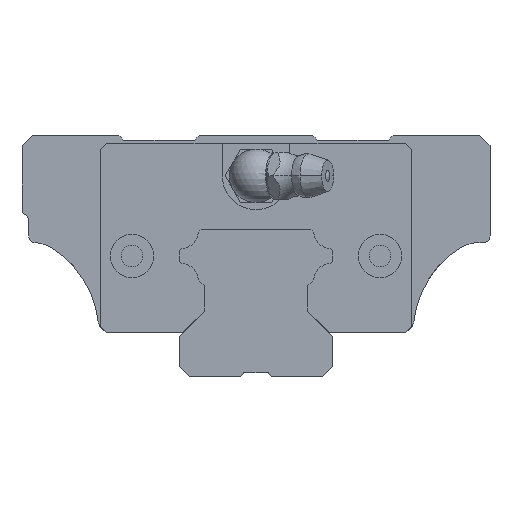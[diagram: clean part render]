
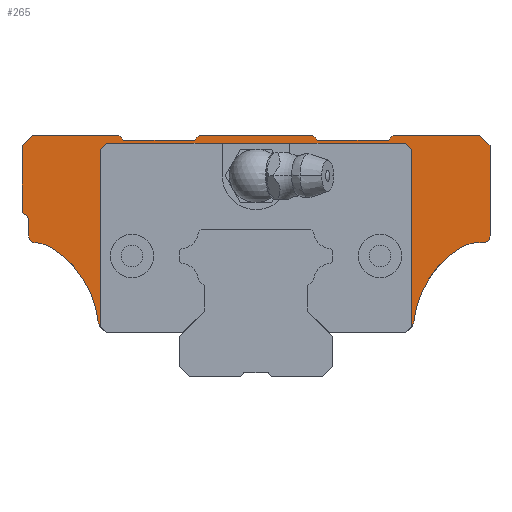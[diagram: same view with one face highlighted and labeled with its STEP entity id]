
A CAD part, front view. The second image highlights one B-rep face of the part: STEP entity #265.
In plain terms, the highlighted planar face has unit normal (0, -1, 0).
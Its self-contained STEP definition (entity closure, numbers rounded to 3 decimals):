
#265=ADVANCED_FACE('',(#615),#616,.T.);
#615=FACE_OUTER_BOUND('',#1199,.T.);
#616=PLANE('',#1200);
#1199=EDGE_LOOP('',(#2296,#2297,#2298,#2299,#2300,#2301,#2302,#2303,#2304,#2305,#2306,#2307,#2308,#2309,#2310,#2311,#2312,#2313,#2314,#2315,#2316,#2317,#2318,#2319,#2320,#2321,#2322,#2323,#2324,#2325,#2326));
#1200=AXIS2_PLACEMENT_3D('',#2327,#2328,#2329);
#2296=ORIENTED_EDGE('',*,*,#3945,.F.);
#2297=ORIENTED_EDGE('',*,*,#3946,.T.);
#2298=ORIENTED_EDGE('',*,*,#3947,.T.);
#2299=ORIENTED_EDGE('',*,*,#3936,.T.);
#2300=ORIENTED_EDGE('',*,*,#3948,.T.);
#2301=ORIENTED_EDGE('',*,*,#3949,.F.);
#2302=ORIENTED_EDGE('',*,*,#3950,.F.);
#2303=ORIENTED_EDGE('',*,*,#3951,.F.);
#2304=ORIENTED_EDGE('',*,*,#3856,.F.);
#2305=ORIENTED_EDGE('',*,*,#3849,.F.);
#2306=ORIENTED_EDGE('',*,*,#3908,.F.);
#2307=ORIENTED_EDGE('',*,*,#3919,.F.);
#2308=ORIENTED_EDGE('',*,*,#3952,.F.);
#2309=ORIENTED_EDGE('',*,*,#3953,.F.);
#2310=ORIENTED_EDGE('',*,*,#3954,.F.);
#2311=ORIENTED_EDGE('',*,*,#3955,.F.);
#2312=ORIENTED_EDGE('',*,*,#3956,.F.);
#2313=ORIENTED_EDGE('',*,*,#3957,.F.);
#2314=ORIENTED_EDGE('',*,*,#3958,.F.);
#2315=ORIENTED_EDGE('',*,*,#3959,.F.);
#2316=ORIENTED_EDGE('',*,*,#3845,.F.);
#2317=ORIENTED_EDGE('',*,*,#3960,.F.);
#2318=ORIENTED_EDGE('',*,*,#3961,.F.);
#2319=ORIENTED_EDGE('',*,*,#3962,.F.);
#2320=ORIENTED_EDGE('',*,*,#3963,.F.);
#2321=ORIENTED_EDGE('',*,*,#3964,.F.);
#2322=ORIENTED_EDGE('',*,*,#3965,.F.);
#2323=ORIENTED_EDGE('',*,*,#3769,.F.);
#2324=ORIENTED_EDGE('',*,*,#3803,.F.);
#2325=ORIENTED_EDGE('',*,*,#3837,.F.);
#2326=ORIENTED_EDGE('',*,*,#3966,.F.);
#2327=CARTESIAN_POINT('',(-35.,-39.0,23.268));
#2328=DIRECTION('',(0.0,-1.0,0.0));
#2329=DIRECTION('',(0.0,0.0,-1.0));
#3769=EDGE_CURVE('',#4579,#4581,#4582,.T.);
#3803=EDGE_CURVE('',#4646,#4579,#4648,.T.);
#3837=EDGE_CURVE('',#4703,#4646,#4705,.T.);
#3845=EDGE_CURVE('',#4718,#4720,#4721,.T.);
#3849=EDGE_CURVE('',#4724,#4726,#4727,.T.);
#3856=EDGE_CURVE('',#4726,#4738,#4739,.T.);
#3908=EDGE_CURVE('',#4827,#4724,#4829,.T.);
#3919=EDGE_CURVE('',#4845,#4827,#4847,.T.);
#3936=EDGE_CURVE('',#4871,#4872,#4873,.T.);
#3945=EDGE_CURVE('',#4884,#4885,#4886,.T.);
#3946=EDGE_CURVE('',#4884,#4887,#4888,.T.);
#3947=EDGE_CURVE('',#4887,#4871,#4889,.T.);
#3948=EDGE_CURVE('',#4872,#4890,#4891,.T.);
#3949=EDGE_CURVE('',#4892,#4890,#4893,.T.);
#3950=EDGE_CURVE('',#4894,#4892,#4895,.T.);
#3951=EDGE_CURVE('',#4738,#4894,#4896,.T.);
#3952=EDGE_CURVE('',#4897,#4845,#4898,.T.);
#3953=EDGE_CURVE('',#4899,#4897,#4900,.T.);
#3954=EDGE_CURVE('',#4901,#4899,#4902,.T.);
#3955=EDGE_CURVE('',#4903,#4901,#4904,.T.);
#3956=EDGE_CURVE('',#4905,#4903,#4906,.T.);
#3957=EDGE_CURVE('',#4907,#4905,#4908,.T.);
#3958=EDGE_CURVE('',#4909,#4907,#4910,.T.);
#3959=EDGE_CURVE('',#4720,#4909,#4911,.T.);
#3960=EDGE_CURVE('',#4912,#4718,#4913,.T.);
#3961=EDGE_CURVE('',#4914,#4912,#4915,.T.);
#3962=EDGE_CURVE('',#4916,#4914,#4917,.T.);
#3963=EDGE_CURVE('',#4918,#4916,#4919,.T.);
#3964=EDGE_CURVE('',#4920,#4918,#4921,.T.);
#3965=EDGE_CURVE('',#4581,#4920,#4922,.T.);
#3966=EDGE_CURVE('',#4885,#4703,#4923,.T.);
#4579=VERTEX_POINT('',#6070);
#4581=VERTEX_POINT('',#6073);
#4582=CIRCLE('',#6074,1.);
#4646=VERTEX_POINT('',#6160);
#4648=CIRCLE('',#6163,5.);
#4703=VERTEX_POINT('',#6242);
#4705=CIRCLE('',#6245,15.);
#4718=VERTEX_POINT('',#6264);
#4720=VERTEX_POINT('',#6267);
#4721=LINE('',#6268,#6269);
#4724=VERTEX_POINT('',#6273);
#4726=VERTEX_POINT('',#6276);
#4727=CIRCLE('',#6277,1.);
#4738=VERTEX_POINT('',#6293);
#4739=LINE('',#6294,#6295);
#4827=VERTEX_POINT('',#6419);
#4829=LINE('',#6422,#6423);
#4845=VERTEX_POINT('',#6447);
#4847=LINE('',#6450,#6451);
#4871=VERTEX_POINT('',#6513);
#4872=VERTEX_POINT('',#6514);
#4873=LINE('',#6515,#6516);
#4884=VERTEX_POINT('',#6533);
#4885=VERTEX_POINT('',#6534);
#4886=LINE('',#6535,#6536);
#4887=VERTEX_POINT('',#6537);
#4888=LINE('',#6538,#6539);
#4889=LINE('',#6540,#6541);
#4890=VERTEX_POINT('',#6542);
#4891=LINE('',#6543,#6544);
#4892=VERTEX_POINT('',#6545);
#4893=CIRCLE('',#6546,2.);
#4894=VERTEX_POINT('',#6547);
#4895=CIRCLE('',#6548,15.);
#4896=CIRCLE('',#6549,5.);
#4897=VERTEX_POINT('',#6550);
#4898=LINE('',#6551,#6552);
#4899=VERTEX_POINT('',#6553);
#4900=LINE('',#6554,#6555);
#4901=VERTEX_POINT('',#6556);
#4902=LINE('',#6557,#6558);
#4903=VERTEX_POINT('',#6559);
#4904=LINE('',#6560,#6561);
#4905=VERTEX_POINT('',#6562);
#4906=LINE('',#6563,#6564);
#4907=VERTEX_POINT('',#6565);
#4908=LINE('',#6566,#6567);
#4909=VERTEX_POINT('',#6568);
#4910=LINE('',#6569,#6570);
#4911=LINE('',#6571,#6572);
#4912=VERTEX_POINT('',#6573);
#4913=LINE('',#6574,#6575);
#4914=VERTEX_POINT('',#6576);
#4915=LINE('',#6577,#6578);
#4916=VERTEX_POINT('',#6579);
#4917=CIRCLE('',#6580,1.);
#4918=VERTEX_POINT('',#6581);
#4919=LINE('',#6582,#6583);
#4920=VERTEX_POINT('',#6584);
#4921=CIRCLE('',#6585,1.);
#4922=LINE('',#6586,#6587);
#4923=CIRCLE('',#6588,2.);
#6070=CARTESIAN_POINT('',(-33.04,-39.0,20.001));
#6073=CARTESIAN_POINT('',(-34.0,-39.0,21.));
#6074=AXIS2_PLACEMENT_3D('',#7614,#7615,#7616);
#6160=CARTESIAN_POINT('',(-30.598,-39.0,19.25));
#6163=AXIS2_PLACEMENT_3D('',#7670,#7671,#7672);
#6242=CARTESIAN_POINT('',(-23.604,-39.0,8.265));
#6245=AXIS2_PLACEMENT_3D('',#7729,#7730,#7731);
#6264=CARTESIAN_POINT('',(-33.5,-39.0,36.));
#6267=CARTESIAN_POINT('',(-20.5,-39.0,36.));
#6268=CARTESIAN_POINT('',(-33.5,-39.0,36.));
#6269=VECTOR('',#7739,1000.0);
#6273=CARTESIAN_POINT('',(35.0,-39.0,21.));
#6276=CARTESIAN_POINT('',(34.0,-39.0,20.));
#6277=AXIS2_PLACEMENT_3D('',#7745,#7746,#7747);
#6293=CARTESIAN_POINT('',(33.021,-39.0,20.));
#6294=CARTESIAN_POINT('',(34.0,-39.0,20.));
#6295=VECTOR('',#7756,1000.0);
#6419=CARTESIAN_POINT('',(35.0,-39.0,34.5));
#6422=CARTESIAN_POINT('',(35.0,-39.0,34.5));
#6423=VECTOR('',#7836,1000.0);
#6447=CARTESIAN_POINT('',(33.5,-39.0,36.));
#6450=CARTESIAN_POINT('',(33.5,-39.0,36.));
#6451=VECTOR('',#7849,1000.0);
#6513=CARTESIAN_POINT('',(22.4,-39.0,34.9));
#6514=CARTESIAN_POINT('',(23.3,-39.0,34.));
#6515=CARTESIAN_POINT('',(22.4,-39.0,34.9));
#6516=VECTOR('',#7873,1000.0);
#6533=CARTESIAN_POINT('',(-23.3,-39.0,34.));
#6534=CARTESIAN_POINT('',(-23.3,-39.0,7.418));
#6535=CARTESIAN_POINT('',(-23.3,-39.0,34.));
#6536=VECTOR('',#7886,1000.0);
#6537=CARTESIAN_POINT('',(-22.4,-39.0,34.9));
#6538=CARTESIAN_POINT('',(-23.3,-39.0,34.));
#6539=VECTOR('',#7887,1000.0);
#6540=CARTESIAN_POINT('',(-22.4,-39.0,34.9));
#6541=VECTOR('',#7888,1000.0);
#6542=CARTESIAN_POINT('',(23.3,-39.0,7.418));
#6543=CARTESIAN_POINT('',(23.3,-39.0,34.));
#6544=VECTOR('',#7889,1000.0);
#6545=CARTESIAN_POINT('',(23.604,-39.0,8.265));
#6546=AXIS2_PLACEMENT_3D('',#7890,#7891,#7892);
#6547=CARTESIAN_POINT('',(30.61,-39.0,19.257));
#6548=AXIS2_PLACEMENT_3D('',#7893,#7894,#7895);
#6549=AXIS2_PLACEMENT_3D('',#7896,#7897,#7898);
#6550=CARTESIAN_POINT('',(20.5,-39.0,36.));
#6551=CARTESIAN_POINT('',(20.5,-39.0,36.));
#6552=VECTOR('',#7899,1000.0);
#6553=CARTESIAN_POINT('',(19.8,-39.0,35.3));
#6554=CARTESIAN_POINT('',(19.8,-39.0,35.3));
#6555=VECTOR('',#7900,1000.0);
#6556=CARTESIAN_POINT('',(9.2,-39.0,35.3));
#6557=CARTESIAN_POINT('',(9.2,-39.0,35.3));
#6558=VECTOR('',#7901,1000.0);
#6559=CARTESIAN_POINT('',(8.5,-39.0,36.));
#6560=CARTESIAN_POINT('',(8.5,-39.0,36.));
#6561=VECTOR('',#7902,1000.0);
#6562=CARTESIAN_POINT('',(-8.5,-39.0,36.));
#6563=CARTESIAN_POINT('',(-8.5,-39.0,36.));
#6564=VECTOR('',#7903,1000.0);
#6565=CARTESIAN_POINT('',(-9.2,-39.0,35.3));
#6566=CARTESIAN_POINT('',(-9.2,-39.0,35.3));
#6567=VECTOR('',#7904,1000.0);
#6568=CARTESIAN_POINT('',(-19.8,-39.0,35.3));
#6569=CARTESIAN_POINT('',(-19.8,-39.0,35.3));
#6570=VECTOR('',#7905,1000.0);
#6571=CARTESIAN_POINT('',(-20.5,-39.0,36.));
#6572=VECTOR('',#7906,1000.0);
#6573=CARTESIAN_POINT('',(-35.0,-39.0,34.5));
#6574=CARTESIAN_POINT('',(-35.0,-39.0,34.5));
#6575=VECTOR('',#7907,1000.0);
#6576=CARTESIAN_POINT('',(-35.0,-39.0,25.));
#6577=CARTESIAN_POINT('',(-35.0,-39.0,25.));
#6578=VECTOR('',#7908,1000.0);
#6579=CARTESIAN_POINT('',(-34.5,-39.0,24.134));
#6580=AXIS2_PLACEMENT_3D('',#7909,#7910,#7911);
#6581=CARTESIAN_POINT('',(-34.499,-39.0,24.133));
#6582=CARTESIAN_POINT('',(-34.499,-39.0,24.133));
#6583=VECTOR('',#7912,1000.0);
#6584=CARTESIAN_POINT('',(-34.0,-39.0,23.268));
#6585=AXIS2_PLACEMENT_3D('',#7913,#7914,#7915);
#6586=CARTESIAN_POINT('',(-34.0,-39.0,21.));
#6587=VECTOR('',#7916,1000.0);
#6588=AXIS2_PLACEMENT_3D('',#7917,#7918,#7919);
#7614=CARTESIAN_POINT('',(-33.0,-39.0,21.));
#7615=DIRECTION('',(0.0,1.0,0.0));
#7616=DIRECTION('',(1.0,0.0,0.0));
#7670=CARTESIAN_POINT('',(-33.24,-39.0,15.005));
#7671=DIRECTION('',(0.0,-1.0,0.0));
#7672=DIRECTION('',(1.0,0.0,0.0));
#7729=CARTESIAN_POINT('',(-38.5,-39.0,6.5));
#7730=DIRECTION('',(0.0,-1.0,0.0));
#7731=DIRECTION('',(1.0,0.0,0.));
#7739=DIRECTION('',(1.0,0.0,0.0));
#7745=CARTESIAN_POINT('',(34.0,-39.0,21.));
#7746=DIRECTION('',(0.0,1.0,0.0));
#7747=DIRECTION('',(1.0,0.0,0.0));
#7756=DIRECTION('',(-1.0,0.0,0.0));
#7836=DIRECTION('',(0.,0.0,-1.0));
#7849=DIRECTION('',(0.707,0.0,-0.707));
#7873=DIRECTION('',(0.707,0.0,-0.707));
#7886=DIRECTION('',(0.0,0.0,-1.0));
#7887=DIRECTION('',(0.707,0.0,0.707));
#7888=DIRECTION('',(1.0,0.0,0.0));
#7889=DIRECTION('',(0.0,0.0,-1.0));
#7890=CARTESIAN_POINT('',(21.618,-39.0,8.5));
#7891=DIRECTION('',(0.0,1.0,0.0));
#7892=DIRECTION('',(1.0,0.0,0.0));
#7893=CARTESIAN_POINT('',(38.5,-39.0,6.5));
#7894=DIRECTION('',(0.0,-1.0,0.0));
#7895=DIRECTION('',(1.0,0.0,0.));
#7896=CARTESIAN_POINT('',(33.24,-39.0,15.005));
#7897=DIRECTION('',(0.0,-1.0,0.0));
#7898=DIRECTION('',(1.0,0.0,0.0));
#7899=DIRECTION('',(1.0,0.0,0.0));
#7900=DIRECTION('',(0.707,0.0,0.707));
#7901=DIRECTION('',(1.0,0.0,0.));
#7902=DIRECTION('',(0.707,0.0,-0.707));
#7903=DIRECTION('',(1.0,0.0,0.0));
#7904=DIRECTION('',(0.707,0.0,0.707));
#7905=DIRECTION('',(1.0,0.0,0.0));
#7906=DIRECTION('',(0.707,0.0,-0.707));
#7907=DIRECTION('',(0.707,0.0,0.707));
#7908=DIRECTION('',(0.,0.0,1.0));
#7909=CARTESIAN_POINT('',(-34.,-39.0,25.));
#7910=DIRECTION('',(0.0,1.0,0.0));
#7911=DIRECTION('',(1.0,0.0,0.0));
#7912=DIRECTION('',(-0.914,0.0,0.407));
#7913=CARTESIAN_POINT('',(-35.,-39.0,23.268));
#7914=DIRECTION('',(0.0,-1.0,0.0));
#7915=DIRECTION('',(1.0,0.0,0.0));
#7916=DIRECTION('',(0.,0.0,1.0));
#7917=CARTESIAN_POINT('',(-21.618,-39.0,8.5));
#7918=DIRECTION('',(0.0,1.0,0.0));
#7919=DIRECTION('',(1.0,0.0,0.0));
